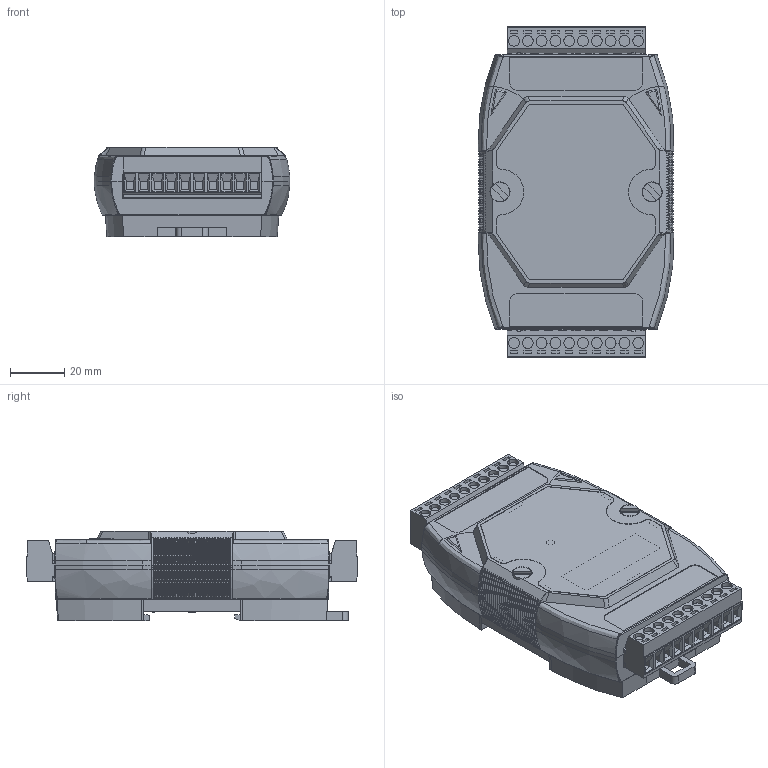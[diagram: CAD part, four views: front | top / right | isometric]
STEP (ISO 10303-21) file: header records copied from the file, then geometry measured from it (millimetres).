
FILE_DESCRIPTION (( 'STEP AP203' ), '1' );
FILE_NAME ('M-7041.STEP', '2017-11-22T06:07:37', ( 'user' ), ( '' ), 'SwSTEP 2.0', 'SolidWorks 2013', '' );
FILE_SCHEMA (( 'CONFIG_CONTROL_DESIGN' ));
Length unit declared in the file: millimetre
Products named in the file (10): M-7041; 4SIPP-751-AG; 4SAPP-005-A; 7000-PCGai.sldasm-Part-1; 7K_PCB; 7K_Sticker; Block-5.08-10pin-M; DC-PowerPin(5.08)-10pin-90; 10 pin 5.08; 4SIPP-751-BG
Assembly tree (11 placements, depth 3):
  M-7041
    4SIPP-751-BG
    4SIPP-751-AG
    4SAPP-005-A
    7000-PCGai.sldasm-Part-1  x2
    7K_PCB
    7K_Sticker
    10 pin 5.08  x2
      Block-5.08-10pin-M
      DC-PowerPin(5.08)-10pin-90
Bounding box: 72.04 x 122 x 33.1 mm (x, y, z)
Volume: 69052.1 mm3; surface area: 87984.2 mm2
Topology: 11 solids, 11 shells, 3521 faces, 9806 edges, 6433 vertices
Faces by surface type: plane 2060, cylinder 537, bspline 344, cone 300, torus 238, sphere 42
Entity records: 101732 total; most frequent: CARTESIAN_POINT 35916, ORIENTED_EDGE 15190, DIRECTION 11486, EDGE_CURVE 7595, VERTEX_POINT 4999, AXIS2_PLACEMENT_3D 4029, LINE 3428, VECTOR 3428
